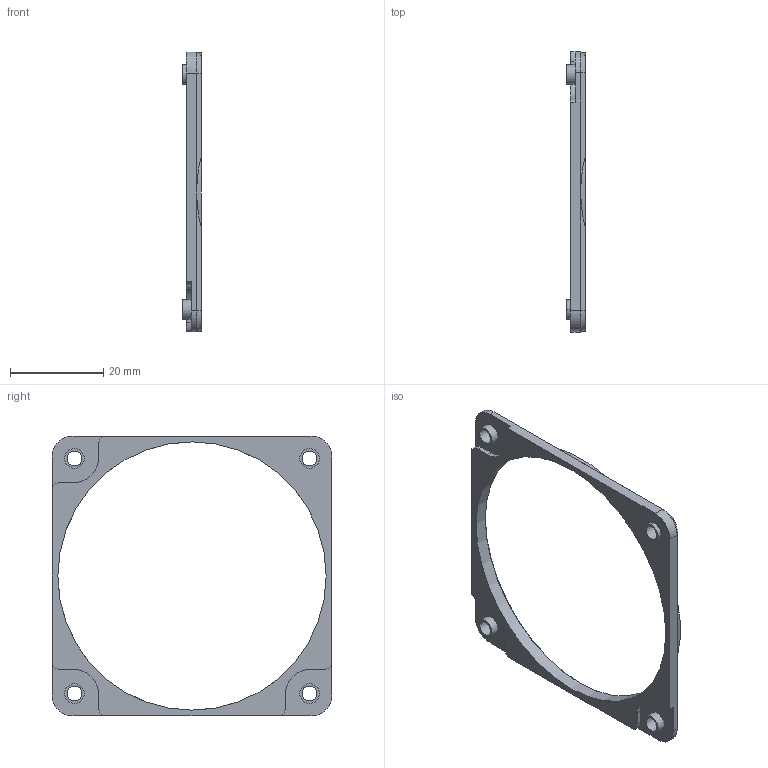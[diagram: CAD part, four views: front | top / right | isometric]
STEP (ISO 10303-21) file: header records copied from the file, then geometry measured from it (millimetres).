
FILE_DESCRIPTION(/* description */ (''),/* implementation_level */ '2;1');
FILE_NAME(/* name */ 'fan_blank_a_M3.step',/* time_stamp */ '2020-05-12T11:10:22-07:00',/* author */ (''),/* organization */ (''),/* preprocessor_version */ 'ST-DEVELOPER v18.1',/* originating_system */ 'Autodesk Translation Framework v9.2.0.1227',/* authorisation */ '');
FILE_SCHEMA (('AUTOMOTIVE_DESIGN { 1 0 10303 214 3 1 1 }'));
Length unit declared in the file: millimetre
Products named in the file (1): fan_blank_a
Bounding box: 4 x 60 x 60 mm (x, y, z)
Volume: 2638.7 mm3; surface area: 3354.6 mm2
Topology: 1 solids, 1 shells, 111 faces, 284 edges, 179 vertices
Faces by surface type: plane 75, cylinder 31, cone 5
Full cylindrical faces by diameter (mm): 3.2 x4, 4.2 x3, 6 x4, 57.5 x1
Entity records: 3411 total; most frequent: DIRECTION 609, CARTESIAN_POINT 575, ORIENTED_EDGE 568, EDGE_CURVE 284, AXIS2_PLACEMENT_3D 213, LINE 183, VECTOR 183, VERTEX_POINT 179
